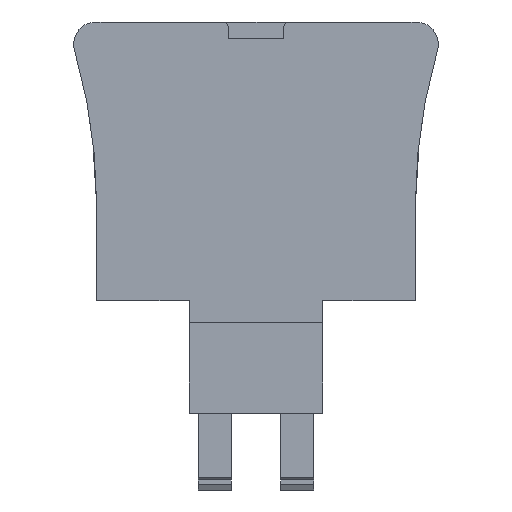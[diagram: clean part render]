
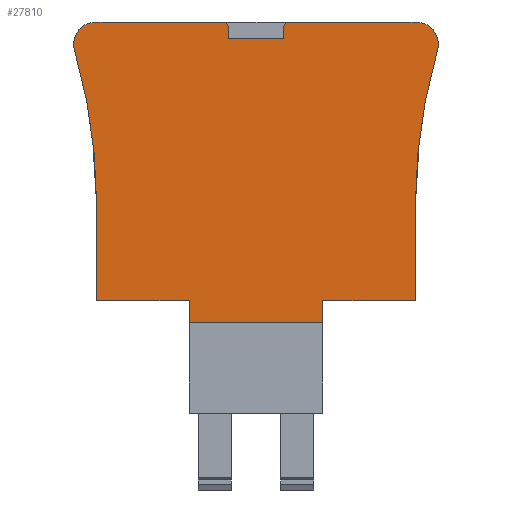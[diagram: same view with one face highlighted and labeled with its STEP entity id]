
A CAD part, top view. The second image highlights one B-rep face of the part: STEP entity #27810.
In plain terms, the highlighted planar face has unit normal (0, 0, 1).
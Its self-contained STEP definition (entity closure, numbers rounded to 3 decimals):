
#2900=CARTESIAN_POINT('',(7.8,57.691,
0.7));
#2910=VERTEX_POINT('',#2900);
#2940=CARTESIAN_POINT('',(7.3,57.691,
0.7));
#2950=DIRECTION('',(0.,0.,-1.));
#2960=DIRECTION('',(-1.,0.,0.));
#2970=AXIS2_PLACEMENT_3D('',#2940,#2950,#2960);
#2980=CIRCLE('',#2970,0.5);
#2990=CARTESIAN_POINT('',(7.3,58.191,
0.7));
#3000=VERTEX_POINT('',#2990);
#3010=EDGE_CURVE('',#3000,#2910,#2980,.T.);
#4960=CARTESIAN_POINT('',(-4.063,58.191,
0.7));
#4970=VERTEX_POINT('',#4960);
#5290=CARTESIAN_POINT('',(24.663,58.191,
0.7));
#5300=VERTEX_POINT('',#5290);
#5330=CARTESIAN_POINT('',(-0.4,58.191,
0.7));
#5340=DIRECTION('',(1.,0.,0.));
#5350=VECTOR('',#5340,1.);
#5360=LINE('',#5330,#5350);
#5370=CARTESIAN_POINT('',(13.3,58.191,0.7));
#5380=VERTEX_POINT('',#5370);
#5390=EDGE_CURVE('',#5380,#5300,#5360,.T.);
#5560=CARTESIAN_POINT('',(-0.4,58.191,
0.7));
#5570=DIRECTION('',(1.,0.,0.));
#5580=VECTOR('',#5570,1.);
#5590=LINE('',#5560,#5580);
#5600=EDGE_CURVE('',#4970,#3000,#5590,.T.);
#6510=CARTESIAN_POINT('',(74.6,41.691,
0.7));
#6520=DIRECTION('',(0.,0.,1.));
#6530=DIRECTION('',(1.,0.,0.));
#6540=AXIS2_PLACEMENT_3D('',#6510,#6520,#6530);
#6550=CIRCLE('',#6540,50.);
#6560=CARTESIAN_POINT('',(26.583,55.634,
0.7));
#6570=VERTEX_POINT('',#6560);
#6580=CARTESIAN_POINT('',(24.6,41.691,
0.7));
#6590=VERTEX_POINT('',#6580);
#6600=EDGE_CURVE('',#6570,#6590,#6550,.T.);
#7970=CARTESIAN_POINT('',(-8.8,33.191,
0.7));
#7980=DIRECTION('',(-1.,0.,0.));
#7990=VECTOR('',#7980,1.);
#8000=LINE('',#7970,#7990);
#8010=CARTESIAN_POINT('',(4.3,33.191,
0.7));
#8020=VERTEX_POINT('',#8010);
#8030=CARTESIAN_POINT('',(-4.,33.191,
0.7));
#8040=VERTEX_POINT('',#8030);
#8050=EDGE_CURVE('',#8020,#8040,#8000,.T.);
#9120=CARTESIAN_POINT('',(26.663,56.191,
0.7));
#9130=VERTEX_POINT('',#9120);
#9160=CARTESIAN_POINT('',(24.663,56.191,
0.7));
#9170=DIRECTION('',(0.,0.,-1.));
#9180=DIRECTION('',(-1.,0.,0.));
#9190=AXIS2_PLACEMENT_3D('',#9160,#9170,#9180);
#9200=CIRCLE('',#9190,2.);
#9210=EDGE_CURVE('',#5300,#9130,#9200,.T.);
#9500=CARTESIAN_POINT('',(7.8,56.691,
0.7));
#9510=VERTEX_POINT('',#9500);
#9540=CARTESIAN_POINT('',(7.8,0.,0.7));
#9550=DIRECTION('',(0.,-1.,0.));
#9560=VECTOR('',#9550,1.);
#9570=LINE('',#9540,#9560);
#9580=EDGE_CURVE('',#2910,#9510,#9570,.T.);
#11500=CARTESIAN_POINT('',(-54.,41.691,
0.7));
#11510=DIRECTION('',(0.,0.,-1.));
#11520=DIRECTION('',(-1.,0.,0.));
#11530=AXIS2_PLACEMENT_3D('',#11500,#11510,#11520);
#11540=CIRCLE('',#11530,50.);
#11550=CARTESIAN_POINT('',(-5.983,55.634,
0.7));
#11560=VERTEX_POINT('',#11550);
#11570=CARTESIAN_POINT('',(-4.,41.691,
0.7));
#11580=VERTEX_POINT('',#11570);
#11590=EDGE_CURVE('',#11560,#11580,#11540,.T.);
#12260=CARTESIAN_POINT('',(12.8,56.691,0.7));
#12270=VERTEX_POINT('',#12260);
#12300=CARTESIAN_POINT('',(-0.4,56.691,
0.7));
#12310=DIRECTION('',(-1.,0.,0.));
#12320=VECTOR('',#12310,1.);
#12330=LINE('',#12300,#12320);
#12340=EDGE_CURVE('',#12270,#9510,#12330,.T.);
#12890=CARTESIAN_POINT('',(12.8,57.691,0.7));
#12900=VERTEX_POINT('',#12890);
#12930=CARTESIAN_POINT('',(12.8,0.,0.7));
#12940=DIRECTION('',(0.,1.,0.));
#12950=VECTOR('',#12940,1.);
#12960=LINE('',#12930,#12950);
#12970=EDGE_CURVE('',#12270,#12900,#12960,.T.);
#14490=CARTESIAN_POINT('',(24.6,0.,0.7));
#14500=DIRECTION('',(0.,-1.,0.));
#14510=VECTOR('',#14500,1.);
#14520=LINE('',#14490,#14510);
#14530=CARTESIAN_POINT('',(24.6,33.191,
0.7));
#14540=VERTEX_POINT('',#14530);
#14550=EDGE_CURVE('',#6590,#14540,#14520,.T.);
#15520=CARTESIAN_POINT('',(-4.063,56.191,
0.7));
#15530=DIRECTION('',(0.,0.,1.));
#15540=DIRECTION('',(1.,0.,0.));
#15550=AXIS2_PLACEMENT_3D('',#15520,#15530,#15540);
#15560=CIRCLE('',#15550,2.);
#15570=CARTESIAN_POINT('',(-6.063,56.191,
0.7));
#15580=VERTEX_POINT('',#15570);
#15590=EDGE_CURVE('',#4970,#15580,#15560,.T.);
#16030=CARTESIAN_POINT('',(-4.,0.,0.7));
#16040=DIRECTION('',(0.,-1.,0.));
#16050=VECTOR('',#16040,1.);
#16060=LINE('',#16030,#16050);
#16070=EDGE_CURVE('',#11580,#8040,#16060,.T.);
#16320=CARTESIAN_POINT('',(13.3,57.691,0.7));
#16330=DIRECTION('',(0.,0.,1.));
#16340=DIRECTION('',(1.,0.,0.));
#16350=AXIS2_PLACEMENT_3D('',#16320,#16330,#16340);
#16360=CIRCLE('',#16350,0.5);
#16370=EDGE_CURVE('',#5380,#12900,#16360,.T.);
#25170=EDGE_CURVE('',#15580,#11560,#15560,.T.);
#25270=EDGE_CURVE('',#9130,#6570,#9200,.T.);
#25600=CARTESIAN_POINT('',(16.3,31.191,
0.7));
#25610=VERTEX_POINT('',#25600);
#25660=CARTESIAN_POINT('',(16.3,0.,0.7));
#25670=DIRECTION('',(0.,-1.,0.));
#25680=VECTOR('',#25670,1.);
#25690=LINE('',#25660,#25680);
#25700=CARTESIAN_POINT('',(16.3,33.191,
0.7));
#25710=VERTEX_POINT('',#25700);
#25720=EDGE_CURVE('',#25710,#25610,#25690,.T.);
#26420=CARTESIAN_POINT('',(-0.4,33.191,
0.7));
#26430=DIRECTION('',(-1.,0.,0.));
#26440=VECTOR('',#26430,1.);
#26450=LINE('',#26420,#26440);
#26460=EDGE_CURVE('',#14540,#25710,#26450,.T.);
#26620=CARTESIAN_POINT('',(4.3,31.191,
0.7));
#26630=VERTEX_POINT('',#26620);
#26660=CARTESIAN_POINT('',(-8.8,31.191,
0.7));
#26670=DIRECTION('',(-1.,0.,0.));
#26680=VECTOR('',#26670,1.);
#26690=LINE('',#26660,#26680);
#26700=EDGE_CURVE('',#25610,#26630,#26690,.T.);
#27000=CARTESIAN_POINT('',(4.3,0.,0.7));
#27010=DIRECTION('',(0.,1.,0.));
#27020=VECTOR('',#27010,1.);
#27030=LINE('',#27000,#27020);
#27040=EDGE_CURVE('',#26630,#8020,#27030,.T.);
#27540=CARTESIAN_POINT('',(12.166,34.068,
0.7));
#27550=DIRECTION('',(0.,0.,1.));
#27560=DIRECTION('',(1.,0.,0.));
#27570=AXIS2_PLACEMENT_3D('',#27540,#27550,#27560);
#27580=PLANE('',#27570);
#27590=ORIENTED_EDGE('',*,*,#16070,.T.);
#27600=ORIENTED_EDGE('',*,*,#11590,.T.);
#27610=ORIENTED_EDGE('',*,*,#25170,.T.);
#27620=ORIENTED_EDGE('',*,*,#15590,.T.);
#27630=ORIENTED_EDGE('',*,*,#5600,.F.);
#27640=ORIENTED_EDGE('',*,*,#3010,.F.);
#27650=ORIENTED_EDGE('',*,*,#9580,.F.);
#27660=ORIENTED_EDGE('',*,*,#12340,.T.);
#27670=ORIENTED_EDGE('',*,*,#12970,.F.);
#27680=ORIENTED_EDGE('',*,*,#16370,.T.);
#27690=ORIENTED_EDGE('',*,*,#5390,.F.);
#27700=ORIENTED_EDGE('',*,*,#9210,.F.);
#27710=ORIENTED_EDGE('',*,*,#25270,.F.);
#27720=ORIENTED_EDGE('',*,*,#6600,.F.);
#27730=ORIENTED_EDGE('',*,*,#14550,.F.);
#27740=ORIENTED_EDGE('',*,*,#26460,.F.);
#27750=ORIENTED_EDGE('',*,*,#25720,.F.);
#27760=ORIENTED_EDGE('',*,*,#26700,.F.);
#27770=ORIENTED_EDGE('',*,*,#27040,.F.);
#27780=ORIENTED_EDGE('',*,*,#8050,.F.);
#27790=EDGE_LOOP('',(#27780,#27770,#27760,#27750,#27740,#27730,#27720,
#27710,#27700,#27690,#27680,#27670,#27660,#27650,#27640,#27630,#27620,
#27610,#27600,#27590));
#27800=FACE_OUTER_BOUND('',#27790,.T.);
#27810=ADVANCED_FACE('',(#27800),#27580,.T.);
